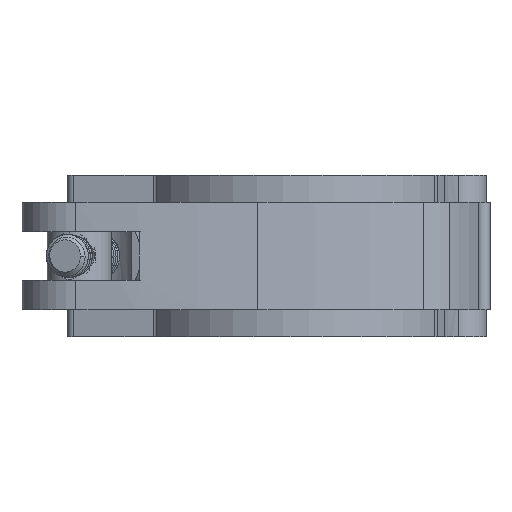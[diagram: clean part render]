
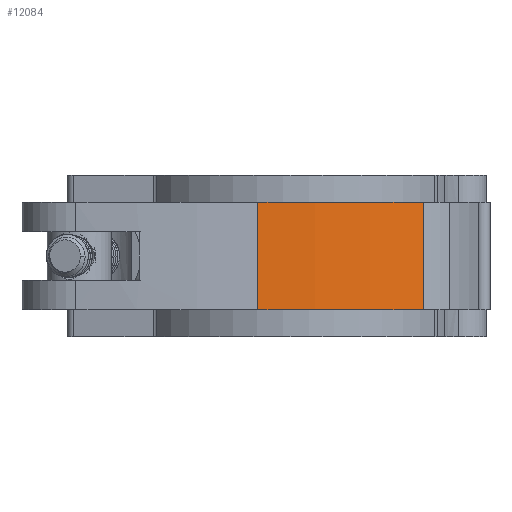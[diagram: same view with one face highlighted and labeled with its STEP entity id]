
A CAD part, front view. The second image highlights one B-rep face of the part: STEP entity #12084.
In plain terms, the highlighted cylindrical face has radius 82.81 mm (diameter 165.62 mm), a partial arc.
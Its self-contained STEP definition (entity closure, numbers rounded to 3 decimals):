
#957=CYLINDRICAL_SURFACE('',#13136,82.81);
#1565=FACE_OUTER_BOUND('',#2274,.T.);
#2274=EDGE_LOOP('',(#10431,#10432,#10433,#10434));
#2640=CIRCLE('',#13099,82.81);
#2664=CIRCLE('',#13135,82.81);
#3544=LINE('',#30171,#4423);
#3546=LINE('',#30190,#4425);
#4423=VECTOR('',#15838,20.);
#4425=VECTOR('',#15862,20.);
#5454=VERTEX_POINT('',#30094);
#5462=VERTEX_POINT('',#30110);
#5482=VERTEX_POINT('',#30170);
#5483=VERTEX_POINT('',#30176);
#7132=EDGE_CURVE('',#5454,#5462,#2640,.T.);
#7161=EDGE_CURVE('',#5454,#5482,#3544,.T.);
#7170=EDGE_CURVE('',#5482,#5483,#2664,.T.);
#7171=EDGE_CURVE('',#5462,#5483,#3546,.T.);
#10431=ORIENTED_EDGE('',*,*,#7171,.T.);
#10432=ORIENTED_EDGE('',*,*,#7170,.F.);
#10433=ORIENTED_EDGE('',*,*,#7161,.F.);
#10434=ORIENTED_EDGE('',*,*,#7132,.T.);
#12084=ADVANCED_FACE('',(#1565),#957,.T.);
#13099=AXIS2_PLACEMENT_3D('',#30112,#15772,#15773);
#13135=AXIS2_PLACEMENT_3D('',#30188,#15858,#15859);
#13136=AXIS2_PLACEMENT_3D('',#30189,#15860,#15861);
#15772=DIRECTION('center_axis',(0.,0.,
1.));
#15773=DIRECTION('ref_axis',(0.049,-0.999,0.));
#15838=DIRECTION('',(0.,0.,1.));
#15858=DIRECTION('center_axis',(0.,0.,
1.));
#15859=DIRECTION('ref_axis',(0.049,-0.999,0.));
#15860=DIRECTION('center_axis',(0.,0.,
1.));
#15861=DIRECTION('ref_axis',(-0.989,0.15,0.));
#15862=DIRECTION('',(0.,0.,1.));
#30094=CARTESIAN_POINT('',(82.181,-12.969,20.979));
#30110=CARTESIAN_POINT('',(112.914,-5.418,20.979));
#30112=CARTESIAN_POINT('Origin',(78.153,69.743,20.979));
#30170=CARTESIAN_POINT('',(82.181,-12.969,40.979));
#30171=CARTESIAN_POINT('',(82.181,-12.969,20.979));
#30176=CARTESIAN_POINT('',(112.914,-5.418,40.979));
#30188=CARTESIAN_POINT('Origin',(78.153,69.743,40.979));
#30189=CARTESIAN_POINT('Origin',(78.153,69.743,20.979));
#30190=CARTESIAN_POINT('',(112.914,-5.418,20.979));
